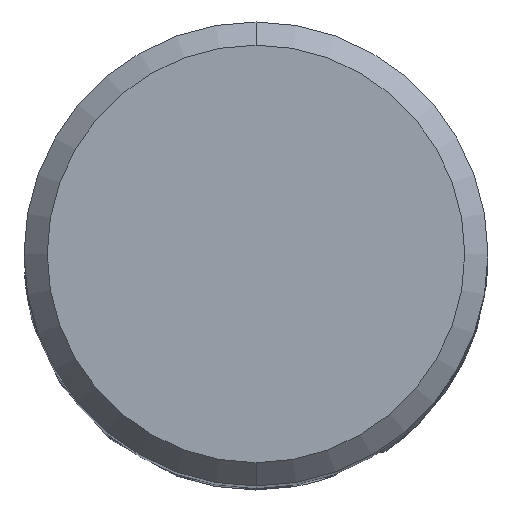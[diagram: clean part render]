
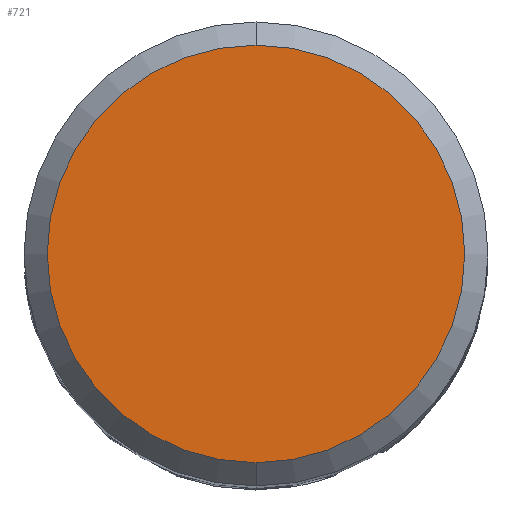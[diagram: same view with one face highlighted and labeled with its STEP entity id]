
A CAD part, top view. The second image highlights one B-rep face of the part: STEP entity #721.
In plain terms, the highlighted planar face has unit normal (0, 0, 1).
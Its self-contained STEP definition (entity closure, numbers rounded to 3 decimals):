
#603=VERTEX_POINT('',#1662);
#721=ADVANCED_FACE('',(#1792),#1793,.T.);
#885=EDGE_CURVE('',#1575,#603,#1977,.T.);
#1443=EDGE_CURVE('',#603,#1575,#2581,.T.);
#1575=VERTEX_POINT('',#2723);
#1662=CARTESIAN_POINT('',(0.0,7.2,0.0));
#1792=FACE_OUTER_BOUND('',#3307,.T.);
#1793=PLANE('',#3308);
#1977=CIRCLE('',#4206,7.2);
#2581=CIRCLE('',#7438,7.2);
#2723=CARTESIAN_POINT('',(0.,-7.2,0.0));
#3307=EDGE_LOOP('',(#8688,#8689));
#3308=AXIS2_PLACEMENT_3D('',#8690,#8691,#8692);
#4206=AXIS2_PLACEMENT_3D('',#8961,#8962,#8963);
#7438=AXIS2_PLACEMENT_3D('',#9556,#9557,#9558);
#8688=ORIENTED_EDGE('',*,*,#1443,.F.);
#8689=ORIENTED_EDGE('',*,*,#885,.F.);
#8690=CARTESIAN_POINT('',(0.0,3.6,0.0));
#8691=DIRECTION('',(-0.0,0.0,1.0));
#8692=DIRECTION('',(0.0,-1.0,0.0));
#8961=CARTESIAN_POINT('',(0.0,0.0,0.0));
#8962=DIRECTION('',(0.0,0.0,-1.0));
#8963=DIRECTION('',(0.0,1.0,0.0));
#9556=CARTESIAN_POINT('',(0.0,0.0,0.0));
#9557=DIRECTION('',(0.0,0.0,-1.0));
#9558=DIRECTION('',(0.0,1.0,0.0));
